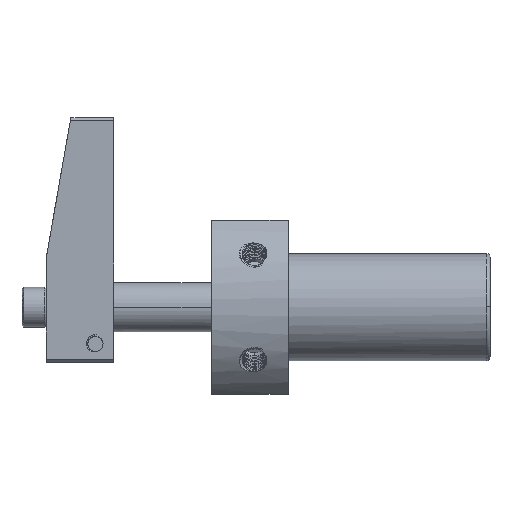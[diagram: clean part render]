
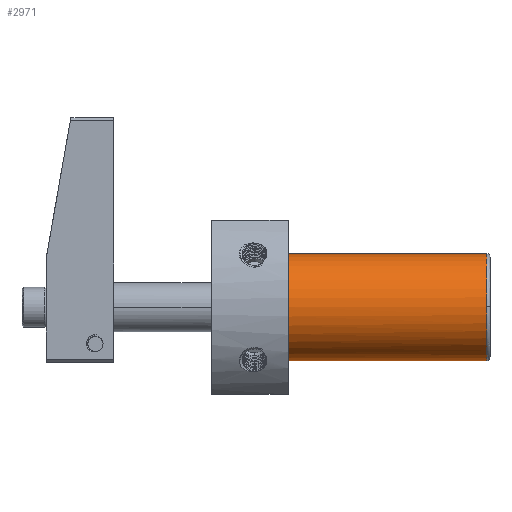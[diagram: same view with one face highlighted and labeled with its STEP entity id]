
A CAD part, front view. The second image highlights one B-rep face of the part: STEP entity #2971.
In plain terms, the highlighted cylindrical face has radius 17.5 mm (diameter 35 mm), a partial arc.
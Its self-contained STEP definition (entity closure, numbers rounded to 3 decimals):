
#183 = EDGE_CURVE ( 'NONE', #39525, #4969, #41216, .T. ) ;
#2971 = ADVANCED_FACE ( 'NONE', ( #41225 ), #42646, .T. ) ;
#3717 = VERTEX_POINT ( 'NONE', #19489 ) ;
#4019 = AXIS2_PLACEMENT_3D ( 'NONE', #39033, #11393, #43671 ) ;
#4969 = VERTEX_POINT ( 'NONE', #9259 ) ;
#6265 = EDGE_CURVE ( 'NONE', #3717, #4969, #39668, .T. ) ;
#6710 = ORIENTED_EDGE ( 'NONE', *, *, #6265, .T. ) ;
#9259 = CARTESIAN_POINT ( 'NONE',  ( 65., 0., 17.5 ) ) ;
#11393 = DIRECTION ( 'NONE',  ( -1., 0., 0. ) ) ;
#11869 = CARTESIAN_POINT ( 'NONE',  ( 65., 0., 0. ) ) ;
#15010 = ORIENTED_EDGE ( 'NONE', *, *, #183, .F. ) ;
#16227 = CARTESIAN_POINT ( 'NONE',  ( 0., 0., 17.5 ) ) ;
#16503 = DIRECTION ( 'NONE',  ( 0., 0., -1. ) ) ;
#19489 = CARTESIAN_POINT ( 'NONE',  ( 65., -17.499, 0.185 ) ) ;
#21378 = LINE ( 'NONE', #47407, #22857 ) ;
#21757 = AXIS2_PLACEMENT_3D ( 'NONE', #25835, #22599, #44379 ) ;
#22599 = DIRECTION ( 'NONE',  ( 1., 0., 0. ) ) ;
#22857 = VECTOR ( 'NONE', #54538, 1000. ) ;
#23792 = ORIENTED_EDGE ( 'NONE', *, *, #56266, .T. ) ;
#24447 = ORIENTED_EDGE ( 'NONE', *, *, #33057, .T. ) ;
#24597 = CARTESIAN_POINT ( 'NONE',  ( 0., 0., 0. ) ) ;
#25378 = ORIENTED_EDGE ( 'NONE', *, *, #57736, .T. ) ;
#25835 = CARTESIAN_POINT ( 'NONE',  ( 0., 0., 0. ) ) ;
#28142 = CARTESIAN_POINT ( 'NONE',  ( 0., 0., 17.5 ) ) ;
#28945 = VERTEX_POINT ( 'NONE', #59748 ) ;
#29234 = DIRECTION ( 'NONE',  ( 0., 0., -1. ) ) ;
#32394 = AXIS2_PLACEMENT_3D ( 'NONE', #11869, #44146, #16503 ) ;
#33057 = EDGE_CURVE ( 'NONE', #53514, #28945, #21378, .T. ) ;
#34586 = DIRECTION ( 'NONE',  ( 1., 0., 0. ) ) ;
#37428 = EDGE_LOOP ( 'NONE', ( #15010, #25378, #24447, #23792, #6710 ) ) ;
#39033 = CARTESIAN_POINT ( 'NONE',  ( 65., 0., 0. ) ) ;
#39525 = VERTEX_POINT ( 'NONE', #28142 ) ;
#39668 = CIRCLE ( 'NONE', #4019, 17.5 ) ;
#41216 = LINE ( 'NONE', #16227, #52052 ) ;
#41225 = FACE_OUTER_BOUND ( 'NONE', #37428, .T. ) ;
#42646 = CYLINDRICAL_SURFACE ( 'NONE', #21757, 17.5 ) ;
#43671 = DIRECTION ( 'NONE',  ( 0., 0., -1. ) ) ;
#44146 = DIRECTION ( 'NONE',  ( -1., 0., 0. ) ) ;
#44334 = CARTESIAN_POINT ( 'NONE',  ( 0., 0., -17.5 ) ) ;
#44379 = DIRECTION ( 'NONE',  ( 0., 0., -1. ) ) ;
#46064 = AXIS2_PLACEMENT_3D ( 'NONE', #24597, #56866, #29234 ) ;
#47407 = CARTESIAN_POINT ( 'NONE',  ( 0., 0., -17.5 ) ) ;
#47593 = CIRCLE ( 'NONE', #32394, 17.5 ) ;
#48293 = CIRCLE ( 'NONE', #46064, 17.5 ) ;
#52052 = VECTOR ( 'NONE', #34586, 1000. ) ;
#53514 = VERTEX_POINT ( 'NONE', #44334 ) ;
#54538 = DIRECTION ( 'NONE',  ( 1., 0., 0. ) ) ;
#56266 = EDGE_CURVE ( 'NONE', #28945, #3717, #47593, .T. ) ;
#56866 = DIRECTION ( 'NONE',  ( 1., 0., 0. ) ) ;
#57736 = EDGE_CURVE ( 'NONE', #39525, #53514, #48293, .T. ) ;
#59748 = CARTESIAN_POINT ( 'NONE',  ( 65., 0., -17.5 ) ) ;
